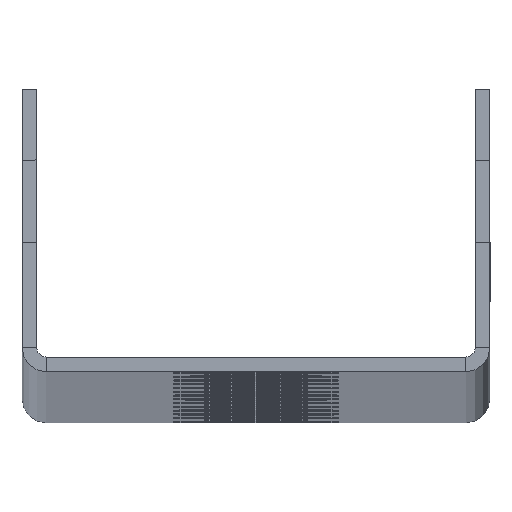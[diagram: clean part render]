
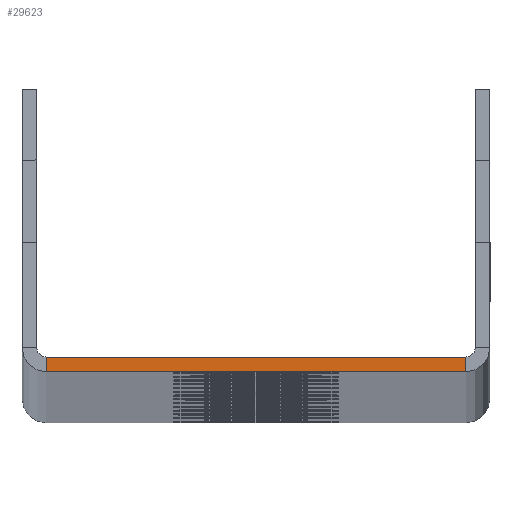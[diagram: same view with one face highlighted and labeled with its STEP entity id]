
A CAD part, top view. The second image highlights one B-rep face of the part: STEP entity #29623.
In plain terms, the highlighted planar face has unit normal (0, 0, 1).
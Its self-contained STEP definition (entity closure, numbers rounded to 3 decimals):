
#194 = CARTESIAN_POINT ( 'NONE',  ( 22.5, 2.5, 3000. ) ) ;
#201 = PLANE ( 'NONE',  #56707 ) ;
#203 = DIRECTION ( 'NONE',  ( 0., 0., 1. ) ) ;
#204 = DIRECTION ( 'NONE',  ( 1., 0., 0. ) ) ;
#10800 = CARTESIAN_POINT ( 'NONE',  ( 21.5, 0., 3000. ) ) ;
#10813 = CARTESIAN_POINT ( 'NONE',  ( -21.5, 0., 3000. ) ) ;
#10815 = CARTESIAN_POINT ( 'NONE',  ( -21.5, 1.5, 3000. ) ) ;
#23257 = EDGE_CURVE ( 'NONE', #44728, #27314, #51146, .T. ) ;
#23261 = EDGE_CURVE ( 'NONE', #44741, #44728, #51155, .T. ) ;
#23262 = EDGE_CURVE ( 'NONE', #44743, #27314, #51156, .T. ) ;
#23263 = EDGE_CURVE ( 'NONE', #44743, #44741, #51153, .T. ) ;
#27314 = VERTEX_POINT ( 'NONE', #52391 ) ;
#29623 = ADVANCED_FACE ( 'NONE', ( #64471 ), #201, .T. ) ;
#30986 = ORIENTED_EDGE ( 'NONE', *, *, #23261, .T. ) ;
#30987 = ORIENTED_EDGE ( 'NONE', *, *, #23257, .T. ) ;
#30988 = ORIENTED_EDGE ( 'NONE', *, *, #23262, .F. ) ;
#30989 = ORIENTED_EDGE ( 'NONE', *, *, #23263, .T. ) ;
#44728 = VERTEX_POINT ( 'NONE', #10800 ) ;
#44741 = VERTEX_POINT ( 'NONE', #10813 ) ;
#44743 = VERTEX_POINT ( 'NONE', #10815 ) ;
#50371 = CARTESIAN_POINT ( 'NONE',  ( 21.5, 0., 3000. ) ) ;
#50374 = DIRECTION ( 'NONE',  ( 0., 1., 0. ) ) ;
#50376 = DIRECTION ( 'NONE',  ( 1., 0., 0. ) ) ;
#50381 = CARTESIAN_POINT ( 'NONE',  ( 21.5, 0., 3000. ) ) ;
#50382 = CARTESIAN_POINT ( 'NONE',  ( -21.5, 1.5, 3000. ) ) ;
#50386 = CARTESIAN_POINT ( 'NONE',  ( 21.5, 1.5, 3000. ) ) ;
#50388 = DIRECTION ( 'NONE',  ( 1., 0., 0. ) ) ;
#50389 = DIRECTION ( 'NONE',  ( 0., -1., 0. ) ) ;
#51146 = LINE ( 'NONE', #50371, #51151 ) ;
#51151 = VECTOR ( 'NONE', #50374, 1000. ) ;
#51153 = LINE ( 'NONE', #50382, #51161 ) ;
#51155 = LINE ( 'NONE', #50381, #51157 ) ;
#51156 = LINE ( 'NONE', #50386, #51159 ) ;
#51157 = VECTOR ( 'NONE', #50376, 1000. ) ;
#51159 = VECTOR ( 'NONE', #50388, 1000. ) ;
#51161 = VECTOR ( 'NONE', #50389, 1000. ) ;
#52391 = CARTESIAN_POINT ( 'NONE',  ( 21.5, 1.5, 3000. ) ) ;
#56707 = AXIS2_PLACEMENT_3D ( 'NONE', #194, #203, #204 ) ;
#57266 = EDGE_LOOP ( 'NONE', ( #30986, #30987, #30988, #30989 ) ) ;
#64471 = FACE_OUTER_BOUND ( 'NONE', #57266, .T. ) ;
